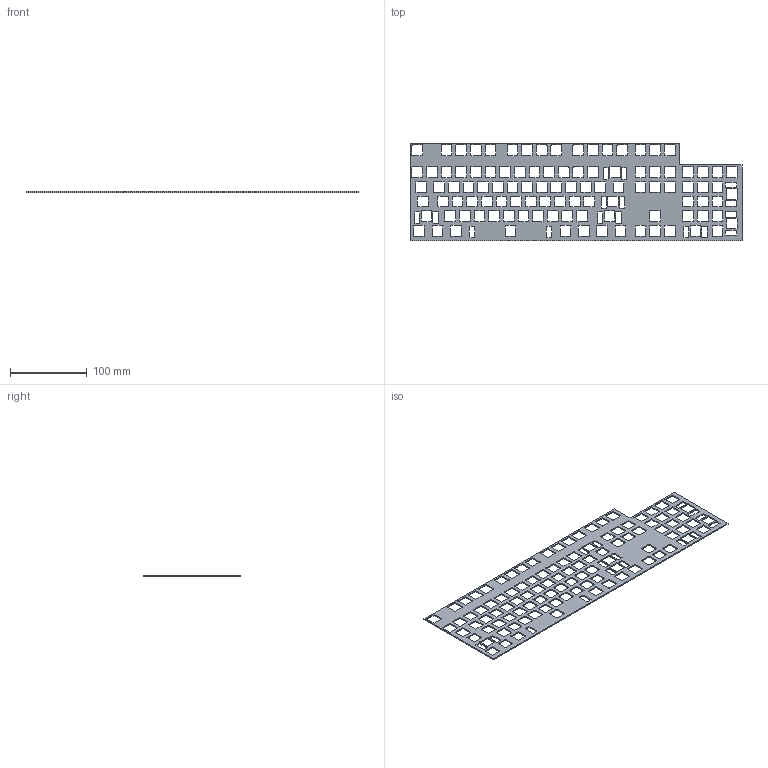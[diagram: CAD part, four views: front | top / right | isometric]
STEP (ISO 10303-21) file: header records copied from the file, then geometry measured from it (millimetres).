
FILE_DESCRIPTION(/* description */ (''),/* implementation_level */ '2;1');
FILE_NAME(/* name */ 'Cat-Pad_TOP.step',/* time_stamp */ '2025-07-31T19:56:04-04:00',/* author */ (''),/* organization */ (''),/* preprocessor_version */ 'ST-DEVELOPER v20.1',/* originating_system */ 'Autodesk Translation Framework v14.10.0.0',/* authorisation */ '');
FILE_SCHEMA (('AUTOMOTIVE_DESIGN { 1 0 10303 214 3 1 1 }'));
Length unit declared in the file: millimetre
Products named in the file (1): 2025-07-30-22-31-13-087
Bounding box: 431.98 x 127.41 x 1.5 mm (x, y, z)
Volume: 46014.1 mm3; surface area: 72667.8 mm2
Topology: 1 solids, 1 shells, 968 faces, 2898 edges, 1932 vertices
Faces by surface type: plane 488, cylinder 480
Entity records: 33375 total; most frequent: CARTESIAN_POINT 5799, ORIENTED_EDGE 5796, DIRECTION 5796, EDGE_CURVE 2898, LINE 1938, VECTOR 1938, VERTEX_POINT 1932, AXIS2_PLACEMENT_3D 1929
